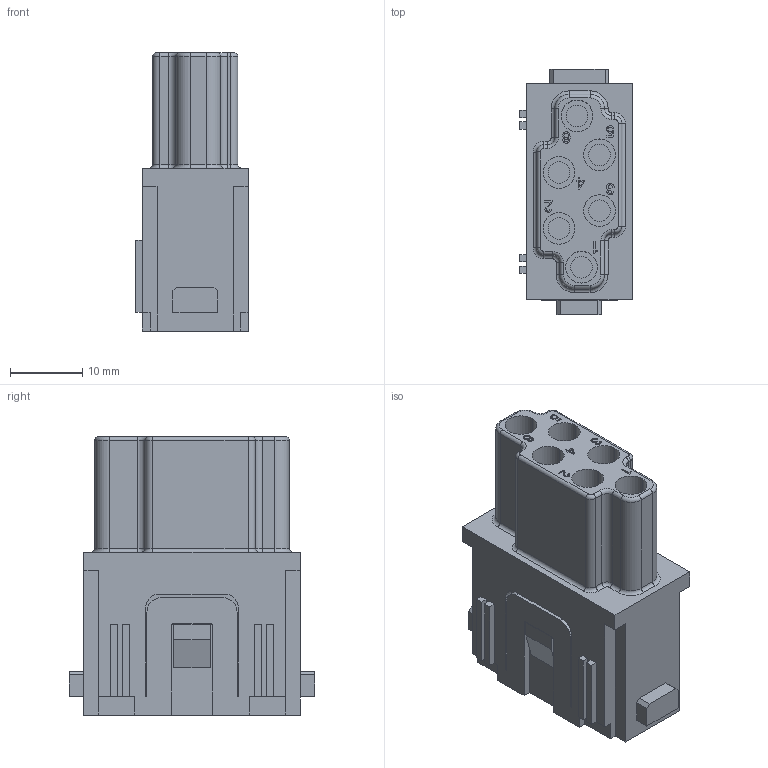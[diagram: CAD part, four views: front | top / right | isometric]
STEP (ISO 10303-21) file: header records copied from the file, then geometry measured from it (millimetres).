
FILE_DESCRIPTION(('Creo Elements/Direct Modeling STEP Export'),'2;1');
FILE_NAME('0ln7uvk5h3leqk61216','2022-02-07T10:59:22',(''),(''),'Creo Elements/Direct Modeling STEP processor for AP214 (Solid Model)','Creo Elements/Direct Modeling 20.1B 02-Apr-2019 (C) Parametric Technology GmbH','');
FILE_SCHEMA(('AUTOMOTIVE_DESIGN { 1 0 10303 214 1 1 1 1 }'));
Length unit declared in the file: millimetre
Products named in the file (2): CX_06_CYF
Assembly tree (1 placements, depth 2):
  CX_06_CYF
    CX_06_CYF
Bounding box: 15.6 x 34 x 38.6 mm (x, y, z)
Volume: 12371.2 mm3; surface area: 6255 mm2
Topology: 1 solids, 1 shells, 928 faces, 2745 edges, 1849 vertices
Faces by surface type: plane 600, cylinder 244, torus 66, sphere 12, cone 6
Entity records: 39274 total; most frequent: CARTESIAN_POINT 6605, ORIENTED_EDGE 5466, DIRECTION 5006, EDGE_CURVE 2733, VECTOR 2094, LINE 2094, VERTEX_POINT 1849, AXIS2_PLACEMENT_3D 1456
